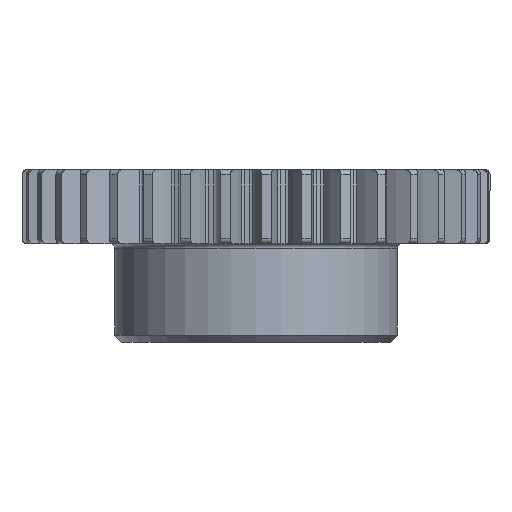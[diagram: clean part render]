
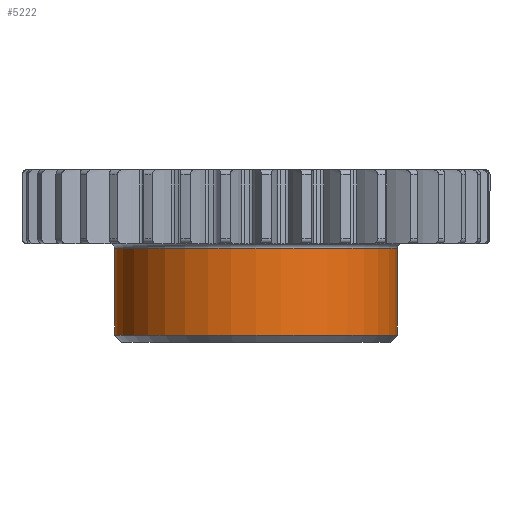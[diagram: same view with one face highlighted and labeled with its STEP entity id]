
A CAD part, front view. The second image highlights one B-rep face of the part: STEP entity #5222.
In plain terms, the highlighted cylindrical face has radius 9.128 mm (diameter 18.256 mm), a partial arc.
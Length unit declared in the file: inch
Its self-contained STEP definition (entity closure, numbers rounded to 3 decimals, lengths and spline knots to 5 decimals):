
#104 = LINE ( 'NONE', #3962, #105 ) ;
#105 = VECTOR ( 'NONE', #3963, 39.37008 ) ;
#110 = CIRCLE ( 'NONE', #4451, 0.35937 ) ;
#119 = LINE ( 'NONE', #3983, #120 ) ;
#120 = VECTOR ( 'NONE', #3984, 39.37008 ) ;
#819 = VERTEX_POINT ( 'NONE', #8087 ) ;
#823 = VERTEX_POINT ( 'NONE', #8091 ) ;
#824 = VERTEX_POINT ( 'NONE', #8092 ) ;
#827 = VERTEX_POINT ( 'NONE', #8095 ) ;
#987 = AXIS2_PLACEMENT_3D ( 'NONE', #7079, #7080, #7081 ) ;
#1014 = AXIS2_PLACEMENT_3D ( 'NONE', #9886, #9885, #9881 ) ;
#1297 = CIRCLE ( 'NONE', #987, 0.35937 ) ;
#1381 = FACE_OUTER_BOUND ( 'NONE', #5769, .T. ) ;
#1390 = CYLINDRICAL_SURFACE ( 'NONE', #1014, 0.35937 ) ;
#2235 = ORIENTED_EDGE ( 'NONE', *, *, #4342, .T. ) ;
#2237 = ORIENTED_EDGE ( 'NONE', *, *, #4340, .T. ) ;
#2238 = ORIENTED_EDGE ( 'NONE', *, *, #5151, .T. ) ;
#2244 = ORIENTED_EDGE ( 'NONE', *, *, #4349, .F. ) ;
#3962 = CARTESIAN_POINT ( 'NONE',  ( 0.35937, 0., -0.1875 ) ) ;
#3963 = DIRECTION ( 'NONE',  ( 0., 0., 1. ) ) ;
#3967 = CARTESIAN_POINT ( 'NONE',  ( 0., 0., -0.1994 ) ) ;
#3968 = DIRECTION ( 'NONE',  ( 0., 0., -1. ) ) ;
#3969 = DIRECTION ( 'NONE',  ( 1., 0., 0. ) ) ;
#3983 = CARTESIAN_POINT ( 'NONE',  ( -0.35937, 0., -0.1875 ) ) ;
#3984 = DIRECTION ( 'NONE',  ( 0., 0., 1. ) ) ;
#4340 = EDGE_CURVE ( 'NONE', #819, #824, #104, .T. ) ;
#4342 = EDGE_CURVE ( 'NONE', #824, #823, #110, .T. ) ;
#4349 = EDGE_CURVE ( 'NONE', #827, #823, #119, .T. ) ;
#4451 = AXIS2_PLACEMENT_3D ( 'NONE', #3967, #3968, #3969 ) ;
#5151 = EDGE_CURVE ( 'NONE', #827, #819, #1297, .T. ) ;
#5222 = ADVANCED_FACE ( 'NONE', ( #1381 ), #1390, .T. ) ;
#5769 = EDGE_LOOP ( 'NONE', ( #2244, #2238, #2237, #2235 ) ) ;
#7079 = CARTESIAN_POINT ( 'NONE',  ( 0., 0., -0.42003 ) ) ;
#7080 = DIRECTION ( 'NONE',  ( 0., 0., 1. ) ) ;
#7081 = DIRECTION ( 'NONE',  ( 1., 0., 0. ) ) ;
#8087 = CARTESIAN_POINT ( 'NONE',  ( 0.35937, 0., -0.42003 ) ) ;
#8091 = CARTESIAN_POINT ( 'NONE',  ( -0.35937, 0., -0.1994 ) ) ;
#8092 = CARTESIAN_POINT ( 'NONE',  ( 0.35937, 0., -0.1994 ) ) ;
#8095 = CARTESIAN_POINT ( 'NONE',  ( -0.35937, 0., -0.42003 ) ) ;
#9881 = DIRECTION ( 'NONE',  ( 1., 0., 0. ) ) ;
#9885 = DIRECTION ( 'NONE',  ( 0., 0., 1. ) ) ;
#9886 = CARTESIAN_POINT ( 'NONE',  ( 0., 0., -0.1875 ) ) ;
